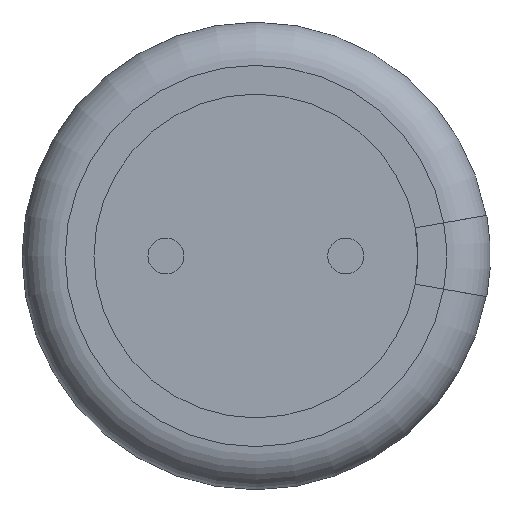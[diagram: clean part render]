
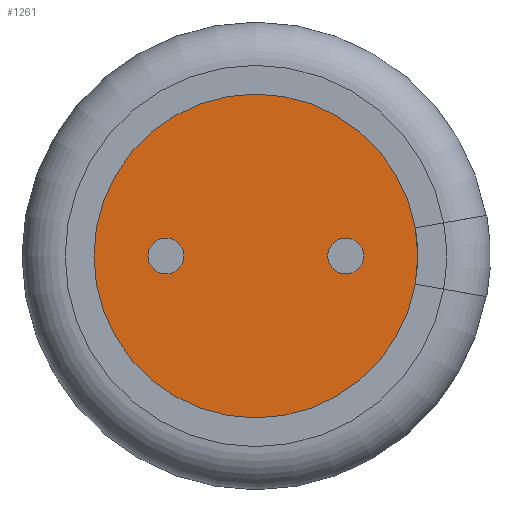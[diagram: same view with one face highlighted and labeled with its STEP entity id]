
A CAD part, front view. The second image highlights one B-rep face of the part: STEP entity #1261.
In plain terms, the highlighted planar face has unit normal (0, -1, 0).
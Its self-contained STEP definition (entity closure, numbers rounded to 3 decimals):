
#185=CARTESIAN_POINT('',(0.,0.15,0.));
#186=DIRECTION('',(0.,1.,0.));
#187=DIRECTION('',(1.,0.,0.));
#188=AXIS2_PLACEMENT_3D('',#185,#186,#187);
#193=CARTESIAN_POINT('',(0.,0.15,0.));
#194=DIRECTION('',(0.,1.,0.));
#195=DIRECTION('',(-1.,0.,0.));
#196=AXIS2_PLACEMENT_3D('',#193,#194,#195);
#201=CARTESIAN_POINT('',(1.25,0.15,0.));
#202=DIRECTION('',(0.,-1.,0.));
#203=DIRECTION('',(-1.,0.,0.));
#204=AXIS2_PLACEMENT_3D('',#201,#202,#203);
#209=CARTESIAN_POINT('',(1.25,0.15,0.));
#210=DIRECTION('',(0.,-1.,0.));
#211=DIRECTION('',(1.,0.,0.));
#212=AXIS2_PLACEMENT_3D('',#209,#210,#211);
#217=CARTESIAN_POINT('',(-1.25,0.15,0.));
#218=DIRECTION('',(0.,-1.,0.));
#219=DIRECTION('',(-1.,0.,0.));
#220=AXIS2_PLACEMENT_3D('',#217,#218,#219);
#225=CARTESIAN_POINT('',(-1.25,0.15,0.));
#226=DIRECTION('',(0.,-1.,0.));
#227=DIRECTION('',(1.,0.,0.));
#228=AXIS2_PLACEMENT_3D('',#225,#226,#227);
#955=CARTESIAN_POINT('',(2.25,0.15,0.));
#956=CARTESIAN_POINT('',(-2.25,0.15,0.));
#957=VERTEX_POINT('',#955);
#958=VERTEX_POINT('',#956);
#969=CARTESIAN_POINT('',(1.,0.15,0.));
#970=CARTESIAN_POINT('',(1.5,0.15,0.));
#971=VERTEX_POINT('',#969);
#972=VERTEX_POINT('',#970);
#973=CARTESIAN_POINT('',(-1.5,0.15,0.));
#974=CARTESIAN_POINT('',(-1.,0.15,0.));
#975=VERTEX_POINT('',#973);
#976=VERTEX_POINT('',#974);
#1240=CARTESIAN_POINT('',(0.,0.15,0.));
#1241=DIRECTION('',(0.,1.,0.));
#1242=DIRECTION('',(1.,0.,0.));
#1243=AXIS2_PLACEMENT_3D('',#1240,#1241,#1242);
#1244=PLANE('',#1243);
#1245=ORIENTED_EDGE('',*,*,#1197,.T.);
#1246=ORIENTED_EDGE('',*,*,#1221,.T.);
#1247=EDGE_LOOP('',(#1245,#1246));
#1248=FACE_OUTER_BOUND('',#1247,.F.);
#1250=ORIENTED_EDGE('',*,*,#1249,.T.);
#1252=ORIENTED_EDGE('',*,*,#1251,.T.);
#1253=EDGE_LOOP('',(#1250,#1252));
#1254=FACE_BOUND('',#1253,.F.);
#1256=ORIENTED_EDGE('',*,*,#1255,.T.);
#1258=ORIENTED_EDGE('',*,*,#1257,.T.);
#1259=EDGE_LOOP('',(#1256,#1258));
#1260=FACE_BOUND('',#1259,.F.);
#1261=ADVANCED_FACE('',(#1248,#1254,#1260),#1244,.F.);
#189=CIRCLE('',#188,2.25);
#197=CIRCLE('',#196,2.25);
#205=CIRCLE('',#204,0.25);
#213=CIRCLE('',#212,0.25);
#221=CIRCLE('',#220,0.25);
#229=CIRCLE('',#228,0.25);
#1197=EDGE_CURVE('',#957,#958,#189,.T.);
#1221=EDGE_CURVE('',#958,#957,#197,.T.);
#1249=EDGE_CURVE('',#971,#972,#205,.T.);
#1251=EDGE_CURVE('',#972,#971,#213,.T.);
#1255=EDGE_CURVE('',#975,#976,#221,.T.);
#1257=EDGE_CURVE('',#976,#975,#229,.T.);
